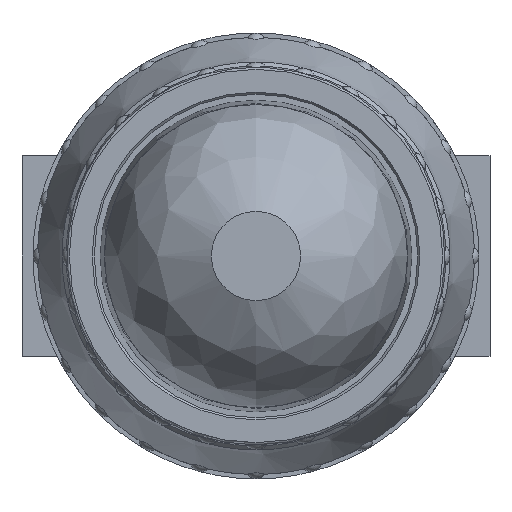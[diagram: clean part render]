
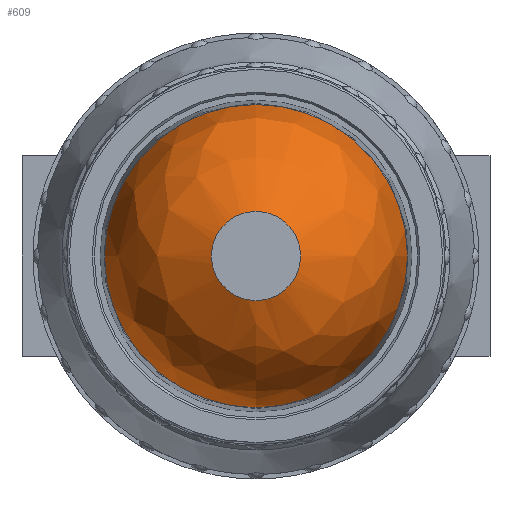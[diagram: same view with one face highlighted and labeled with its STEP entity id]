
A CAD part, front view. The second image highlights one B-rep face of the part: STEP entity #609.
In plain terms, the highlighted free-form (B-spline) face has degree [3, 3] with [4, 7] control points.
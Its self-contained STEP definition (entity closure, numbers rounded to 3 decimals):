
#609 = ADVANCED_FACE( '', ( #1545, #1546 ), #1547, .T. );
#1545 = FACE_OUTER_BOUND( '', #2486, .T. );
#1546 = FACE_OUTER_BOUND( '', #2487, .T. );
#1547 = ( BOUNDED_SURFACE(  )B_SPLINE_SURFACE( 3, 3, ( ( #2490, #2491, #2492, #2493, #2494, #2495, #2496 ), ( #2497, #2498, #2499, #2500, #2501, #2502, #2503 ), ( #2504, #2505, #2506, #2507, #2508, #2509, #2510 ), ( #2511, #2512, #2513, #2514, #2515, #2516, #2517 ) ), .UNSPECIFIED., .F., .T., .F. )B_SPLINE_SURFACE_WITH_KNOTS( ( 4, 4 ), ( 4, 3, 4 ), ( 0., 6.283 ), ( 0.011, 0.642, 1.272 ), .UNSPECIFIED. )GEOMETRIC_REPRESENTATION_ITEM(  )RATIONAL_B_SPLINE_SURFACE( ( ( 1., 0.333, 0.333, 1., 0.333, 0.333, 1. ), ( 0.872, 0.291, 0.291, 0.872, 0.291, 0.291, 0.872 ), ( 0.872, 0.291, 0.291, 0.872, 0.291, 0.291, 0.872 ), ( 1., 0.333, 0.333, 1., 0.333, 0.333, 1. ) ) )REPRESENTATION_ITEM( '' )SURFACE(  ) );
#2486 = EDGE_LOOP( '', ( #6080 ) );
#2487 = EDGE_LOOP( '', ( #6081 ) );
#2490 = CARTESIAN_POINT( '', ( 0., -118.496, -10. ) );
#2491 = CARTESIAN_POINT( '', ( 20., -118.496, -10. ) );
#2492 = CARTESIAN_POINT( '', ( 20., -118.496, 10. ) );
#2493 = CARTESIAN_POINT( '', ( 0., -118.496, 10. ) );
#2494 = CARTESIAN_POINT( '', ( -20., -118.496, 10. ) );
#2495 = CARTESIAN_POINT( '', ( -20., -118.496, -10. ) );
#2496 = CARTESIAN_POINT( '', ( 0., -118.496, -10. ) );
#2497 = CARTESIAN_POINT( '', ( 0., -113.987, -24.651 ) );
#2498 = CARTESIAN_POINT( '', ( 49.302, -113.987, -24.651 ) );
#2499 = CARTESIAN_POINT( '', ( 49.302, -113.987, 24.651 ) );
#2500 = CARTESIAN_POINT( '', ( 0., -113.987, 24.651 ) );
#2501 = CARTESIAN_POINT( '', ( -49.302, -113.987, 24.651 ) );
#2502 = CARTESIAN_POINT( '', ( -49.302, -113.987, -24.651 ) );
#2503 = CARTESIAN_POINT( '', ( 0., -113.987, -24.651 ) );
#2504 = CARTESIAN_POINT( '', ( 0., -101.706, -33.826 ) );
#2505 = CARTESIAN_POINT( '', ( 67.651, -101.706, -33.826 ) );
#2506 = CARTESIAN_POINT( '', ( 67.651, -101.706, 33.826 ) );
#2507 = CARTESIAN_POINT( '', ( 0., -101.706, 33.826 ) );
#2508 = CARTESIAN_POINT( '', ( -67.651, -101.706, 33.826 ) );
#2509 = CARTESIAN_POINT( '', ( -67.651, -101.706, -33.826 ) );
#2510 = CARTESIAN_POINT( '', ( 0., -101.706, -33.826 ) );
#2511 = CARTESIAN_POINT( '', ( 0., -86.378, -33.996 ) );
#2512 = CARTESIAN_POINT( '', ( 67.992, -86.378, -33.996 ) );
#2513 = CARTESIAN_POINT( '', ( 67.992, -86.378, 33.996 ) );
#2514 = CARTESIAN_POINT( '', ( 0., -86.378, 33.996 ) );
#2515 = CARTESIAN_POINT( '', ( -67.992, -86.378, 33.996 ) );
#2516 = CARTESIAN_POINT( '', ( -67.992, -86.378, -33.996 ) );
#2517 = CARTESIAN_POINT( '', ( 0., -86.378, -33.996 ) );
#6080 = ORIENTED_EDGE( '', *, *, #7211, .T. );
#6081 = ORIENTED_EDGE( '', *, *, #7210, .F. );
#7210 = EDGE_CURVE( '', #9051, #9051, #9052, .T. );
#7211 = EDGE_CURVE( '', #9053, #9053, #9054, .T. );
#9051 = VERTEX_POINT( '', #13513 );
#9052 = CIRCLE( '', #13514, 10. );
#9053 = VERTEX_POINT( '', #13515 );
#9054 = CIRCLE( '', #13516, 33.996 );
#13513 = CARTESIAN_POINT( '', ( 0., -118.496, -10. ) );
#13514 = AXIS2_PLACEMENT_3D( '', #15517, #15518, #15519 );
#13515 = CARTESIAN_POINT( '', ( 0., -86.378, -33.996 ) );
#13516 = AXIS2_PLACEMENT_3D( '', #15520, #15521, #15522 );
#15517 = CARTESIAN_POINT( '', ( 0., -118.496, 0. ) );
#15518 = DIRECTION( '', ( 0., -1., 0. ) );
#15519 = DIRECTION( '', ( 0., 0., -1. ) );
#15520 = CARTESIAN_POINT( '', ( 0., -86.378, 0. ) );
#15521 = DIRECTION( '', ( 0., -1., 0. ) );
#15522 = DIRECTION( '', ( 0., 0., -1. ) );
